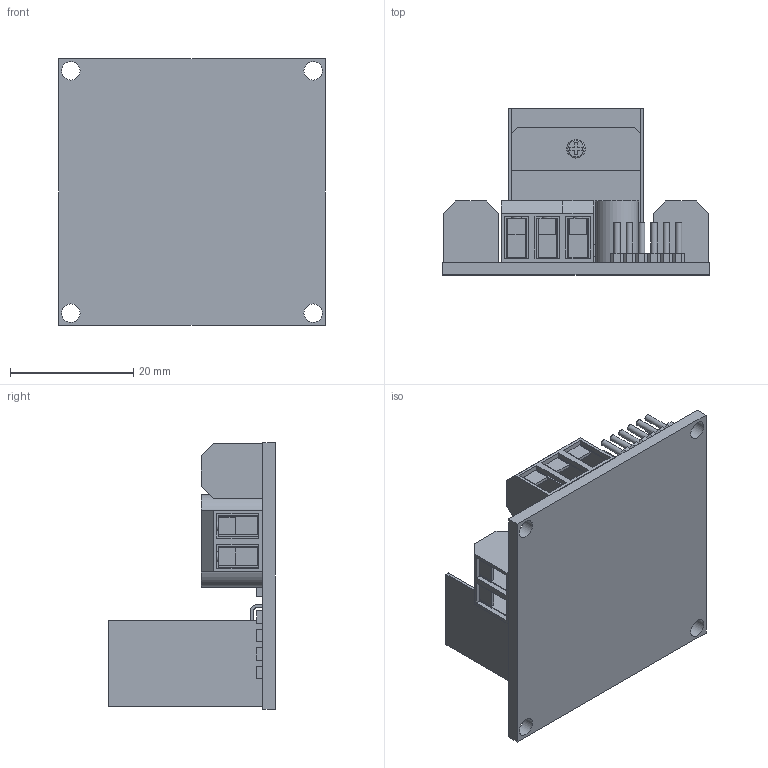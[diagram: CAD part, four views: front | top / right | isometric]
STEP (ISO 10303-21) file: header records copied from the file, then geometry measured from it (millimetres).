
FILE_DESCRIPTION(/* description */ (''),/* implementation_level */ '2;1');
FILE_NAME(/* name */ 'L298N Motor Driver.step',/* time_stamp */ '2025-07-09T12:54:38+05:30',/* author */ (''),/* organization */ (''),/* preprocessor_version */ 'ST-DEVELOPER v20.1',/* originating_system */ 'Autodesk Translation Framework v14.10.0.0',/* authorisation */ '');
FILE_SCHEMA (('AUTOMOTIVE_DESIGN { 1 0 10303 214 3 1 1 }'));
Length unit declared in the file: metre
Products named in the file (4): L298N; Pcb; Pengunci 2; Pengunci
Assembly tree (4 placements, depth 2):
  L298N
    Pcb
    Pengunci  x2
    Pengunci 2
Bounding box: 43.3 x 27 x 43.3 mm (x, y, z)
Volume: 8709.2 mm3; surface area: 13625.5 mm2
Topology: 4 solids, 4 shells, 555 faces, 1433 edges, 954 vertices
Faces by surface type: plane 454, cylinder 93, torus 8
Full cylindrical faces by diameter (mm): 1 x10, 1.502 x7, 1.8 x1, 1.802 x6, 3 x5, 3.6 x7, 4 x7, 7 x2
Entity records: 14894 total; most frequent: CARTESIAN_POINT 2506, ORIENTED_EDGE 2436, DIRECTION 2341, EDGE_CURVE 1218, LINE 1049, VECTOR 1049, VERTEX_POINT 811, AXIS2_PLACEMENT_3D 646
